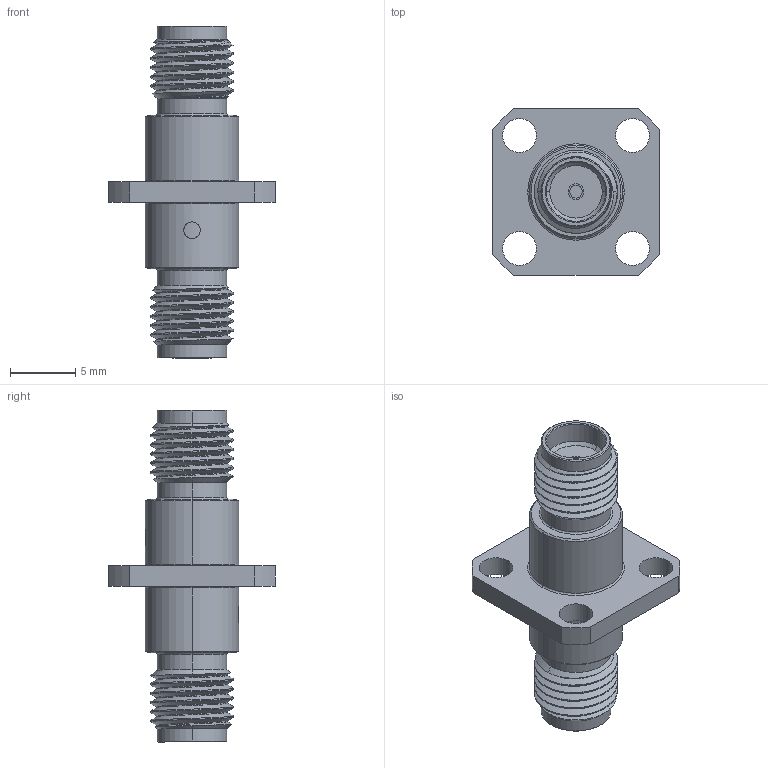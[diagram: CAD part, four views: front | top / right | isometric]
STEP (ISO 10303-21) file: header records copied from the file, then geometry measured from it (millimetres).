
FILE_DESCRIPTION (( 'STEP AP214' ), '1' );
FILE_NAME ('SM4941.STEP', '2017-09-27T15:32:36', ( '' ), ( '' ), 'SwSTEP 2.0', 'SolidWorks 2014', '' );
FILE_SCHEMA (( 'AUTOMOTIVE_DESIGN' ));
Length unit declared in the file: inch
Products named in the file (1): SM4941
Bounding box: 12.7 x 12.7 x 25.35 mm (x, y, z)
Volume: 1104.7 mm3; surface area: 1587.6 mm2
Topology: 4 solids, 4 shells, 358 faces, 932 edges, 612 vertices
Faces by surface type: bspline 140, plane 108, cylinder 76, cone 26, torus 8
Entity records: 21605 total; most frequent: CARTESIAN_POINT 10991, ORIENTED_EDGE 1864, DIRECTION 1170, EDGE_CURVE 932, VERTEX_POINT 612, LINE 444, VECTOR 444, EDGE_LOOP 408
